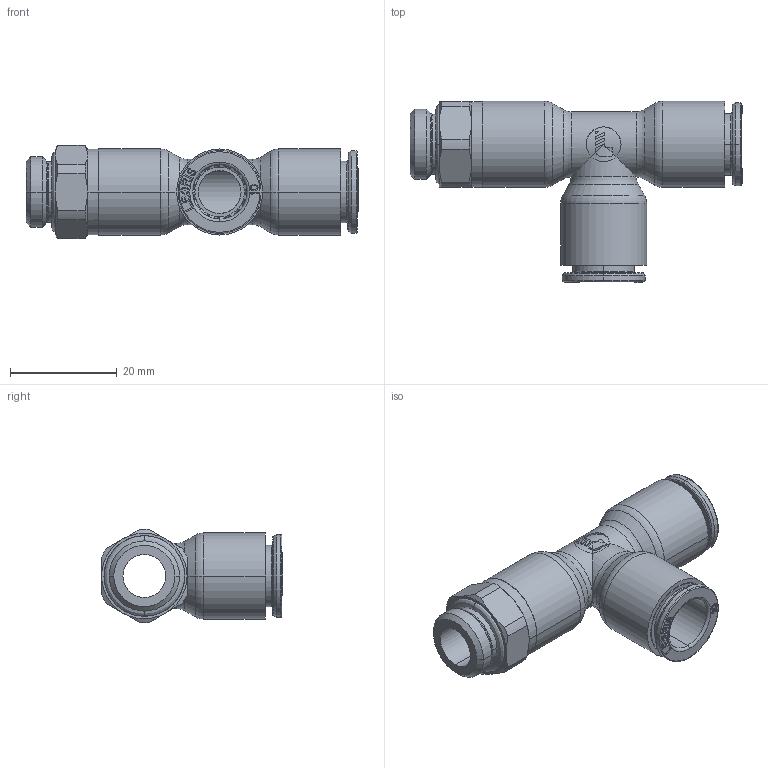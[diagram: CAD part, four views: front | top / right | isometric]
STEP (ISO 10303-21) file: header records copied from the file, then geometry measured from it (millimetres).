
FILE_DESCRIPTION(('STEP AP214'),'1');
FILE_NAME('6893_10_13.stp','2016-07-07T14:50:40',('TraceParts'),('TraceParts S.A.'),'Spatial InterOp 3D',' ',' ');
FILE_SCHEMA(('automotive_design'));
Length unit declared in the file: millimetre
Products named in the file (16): V893-10-13_ASM|Next assembly relationship#44110-19_ASM|Next assembly relationship#44110-32;44110-32; V893-10-13_ASM|Next assembly relationship#44110-19_ASM|Next assembly relationship#44110;44110; V893-10-13_ASM|Next assembly relationship#44110-19_ASM|Next assembly relationship#44110-30;44110-30; V893-10-13_ASM|Next assembly relationship#44110-19_ASM|Next assembly relationship#44110-40;44110-40; V893-10-13_ASM|Next assembly relationship#44520-04;44520-04; V893-10-13_ASM|Next assembly relationship#44210-35;44210-35; V893-10-13_ASM|Next assembly relationship#23682-24_ASM_D11_3_D15_1_L_0_95;23682-24_ASM_D11_3_D15_1_L_0_95; V893-10-13_ASM|Next assembly relationship#44110-11-10-ASM;44110-11-10-ASM
Bounding box: 62.15 x 33.95 x 17.49 mm (x, y, z)
Volume: 8196.1 mm3; surface area: 13373.2 mm2
Topology: 14 solids, 16 shells, 1501 faces, 3748 edges, 2324 vertices
Faces by surface type: plane 574, cylinder 277, torus 262, cone 204, bspline 180, revolution 4
Entity records: 52138 total; most frequent: CARTESIAN_POINT 16855, ORIENTED_EDGE 7488, DIRECTION 7045, EDGE_CURVE 3748, AXIS2_PLACEMENT_3D 2521, VERTEX_POINT 2324, LINE 1999, VECTOR 1999
